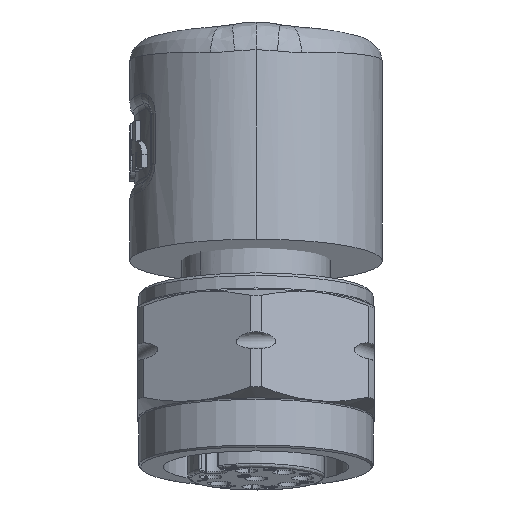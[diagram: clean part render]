
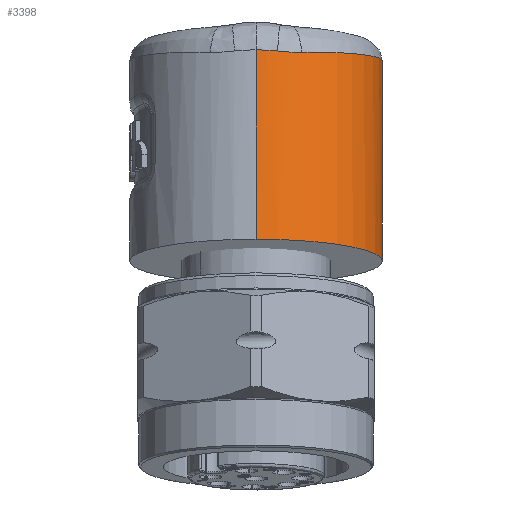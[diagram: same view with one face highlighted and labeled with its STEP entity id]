
A CAD part, front view. The second image highlights one B-rep face of the part: STEP entity #3398.
In plain terms, the highlighted cylindrical face has radius 7.5 mm (diameter 15 mm), a partial arc.
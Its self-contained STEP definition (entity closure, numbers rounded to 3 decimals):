
#3398=ADVANCED_FACE('',(#7103),#7104,.T.);
#7103=FACE_OUTER_BOUND('',#13748,.T.);
#7104=CYLINDRICAL_SURFACE('',#13749,7.5);
#13748=EDGE_LOOP('',(#30623,#30624,#30625,#30626,#30627,#30628,#30629,#30630,#30631,#30632,#30633));
#13749=AXIS2_PLACEMENT_3D('',#30634,#30635,#30636);
#30623=ORIENTED_EDGE('',*,*,#36872,.F.);
#30624=ORIENTED_EDGE('',*,*,#36873,.F.);
#30625=ORIENTED_EDGE('',*,*,#36874,.F.);
#30626=ORIENTED_EDGE('',*,*,#36870,.F.);
#30627=ORIENTED_EDGE('',*,*,#36863,.F.);
#30628=ORIENTED_EDGE('',*,*,#36875,.F.);
#30629=ORIENTED_EDGE('',*,*,#36876,.F.);
#30630=ORIENTED_EDGE('',*,*,#36807,.F.);
#30631=ORIENTED_EDGE('',*,*,#36877,.T.);
#30632=ORIENTED_EDGE('',*,*,#36805,.T.);
#30633=ORIENTED_EDGE('',*,*,#36878,.F.);
#30634=CARTESIAN_POINT('',(0.0,6.646,-7.682));
#30635=DIRECTION('',(0.0,-0.174,-0.985));
#30636=DIRECTION('',(0.0,-0.985,0.174));
#36805=EDGE_CURVE('',#43185,#43183,#43186,.T.);
#36807=EDGE_CURVE('',#43187,#43189,#43190,.T.);
#36863=EDGE_CURVE('',#43283,#43285,#43286,.T.);
#36870=EDGE_CURVE('',#43285,#43292,#43294,.T.);
#36872=EDGE_CURVE('',#43296,#43297,#43298,.T.);
#36873=EDGE_CURVE('',#43299,#43296,#43300,.T.);
#36874=EDGE_CURVE('',#43292,#43299,#43301,.T.);
#36875=EDGE_CURVE('',#43302,#43283,#43303,.T.);
#36876=EDGE_CURVE('',#43189,#43302,#43304,.T.);
#36877=EDGE_CURVE('',#43187,#43185,#43305,.T.);
#36878=EDGE_CURVE('',#43297,#43183,#43306,.T.);
#43183=VERTEX_POINT('',#52831);
#43185=VERTEX_POINT('',#52854);
#43186=LINE('',#52855,#52856);
#43187=VERTEX_POINT('',#52857);
#43189=VERTEX_POINT('',#52859);
#43190=LINE('',#52860,#52861);
#43283=VERTEX_POINT('',#53339);
#43285=VERTEX_POINT('',#53351);
#43286=B_SPLINE_CURVE_WITH_KNOTS('',3,(#53352,#53353,#53354,#53355,#53356,#53357,#53358,#53359,#53360,#53361,#53362,#53363,#53364,#53365,#53366),.UNSPECIFIED.,.F.,.F.,(4,1,1,1,1,1,1,1,1,1,1,1,4),(0.0,0.083,0.167,0.25,0.333,0.417,0.5,0.583,0.667,0.75,0.833,0.917,1.0),.UNSPECIFIED.);
#43292=VERTEX_POINT('',#53387);
#43294=B_SPLINE_CURVE_WITH_KNOTS('',3,(#53393,#53394,#53395,#53396,#53397,#53398),.UNSPECIFIED.,.F.,.F.,(4,1,1,4),(0.0,0.333,0.667,1.0),.UNSPECIFIED.);
#43296=VERTEX_POINT('',#53400);
#43297=VERTEX_POINT('',#53401);
#43298=B_SPLINE_CURVE_WITH_KNOTS('',3,(#53402,#53403,#53404,#53405,#53406,#53407),.UNSPECIFIED.,.F.,.F.,(4,1,1,4),(0.0,0.333,0.667,1.0),.UNSPECIFIED.);
#43299=VERTEX_POINT('',#53408);
#43300=B_SPLINE_CURVE_WITH_KNOTS('',3,(#53409,#53410,#53411,#53412,#53413,#53414),.UNSPECIFIED.,.F.,.F.,(4,1,1,4),(0.0,0.333,0.667,1.0),.UNSPECIFIED.);
#43301=B_SPLINE_CURVE_WITH_KNOTS('',3,(#53415,#53416,#53417,#53418,#53419,#53420),.UNSPECIFIED.,.F.,.F.,(4,1,1,4),(0.0,0.333,0.667,1.0),.UNSPECIFIED.);
#43302=VERTEX_POINT('',#53421);
#43303=B_SPLINE_CURVE_WITH_KNOTS('',3,(#53422,#53423,#53424,#53425,#53426,#53427),.UNSPECIFIED.,.F.,.F.,(4,1,1,4),(0.0,0.333,0.667,1.0),.UNSPECIFIED.);
#43304=B_SPLINE_CURVE_WITH_KNOTS('',3,(#53428,#53429,#53430,#53431,#53432,#53433,#53434,#53435),.UNSPECIFIED.,.F.,.F.,(4,1,1,1,1,4),(0.0,0.203,0.406,0.606,0.804,1.0),.UNSPECIFIED.);
#43305=CIRCLE('',#53436,7.5);
#43306=B_SPLINE_CURVE_WITH_KNOTS('',3,(#53437,#53438,#53439,#53440,#53441,#53442,#53443,#53444,#53445,#53446,#53447,#53448,#53449,#53450,#53451,#53452,#53453,#53454,#53455,#53456,#53457,#53458),.UNSPECIFIED.,.F.,.F.,(4,1,1,1,1,1,1,1,1,1,1,1,1,1,1,1,1,1,1,4),(0.0,0.053,0.105,0.158,0.211,0.263,0.316,0.368,0.421,0.474,0.526,0.579,0.632,0.684,0.737,0.789,0.842,0.895,0.947,1.0),.UNSPECIFIED.);
#52831=CARTESIAN_POINT('',(0.,14.348,-7.187));
#52854=CARTESIAN_POINT('',(0.,14.032,-8.984));
#52855=CARTESIAN_POINT('',(0.,14.032,-8.984));
#52856=VECTOR('',#61662,1.825);
#52857=CARTESIAN_POINT('',(0.0,-0.741,-6.379));
#52859=CARTESIAN_POINT('',(0.,1.239,4.847));
#52860=CARTESIAN_POINT('',(0.0,-0.741,-6.379));
#52861=VECTOR('',#61666,11.4);
#53339=CARTESIAN_POINT('',(2.72,1.732,4.701));
#53351=CARTESIAN_POINT('',(5.818,13.425,3.511));
#53352=CARTESIAN_POINT('',(2.72,1.732,4.701));
#53353=CARTESIAN_POINT('',(3.086,1.877,4.707));
#53354=CARTESIAN_POINT('',(3.796,2.226,4.71));
#53355=CARTESIAN_POINT('',(4.763,2.904,4.689));
#53356=CARTESIAN_POINT('',(5.613,3.722,4.644));
#53357=CARTESIAN_POINT('',(6.321,4.651,4.577));
#53358=CARTESIAN_POINT('',(6.89,5.702,4.488));
#53359=CARTESIAN_POINT('',(7.282,6.819,4.381));
#53360=CARTESIAN_POINT('',(7.492,7.984,4.257));
#53361=CARTESIAN_POINT('',(7.52,9.138,4.124));
#53362=CARTESIAN_POINT('',(7.361,10.32,3.976));
#53363=CARTESIAN_POINT('',(7.019,11.445,3.823));
#53364=CARTESIAN_POINT('',(6.508,12.494,3.667));
#53365=CARTESIAN_POINT('',(6.063,13.128,3.563));
#53366=CARTESIAN_POINT('',(5.818,13.425,3.511));
#53387=CARTESIAN_POINT('',(6.507,12.012,1.274));
#53393=CARTESIAN_POINT('',(5.818,13.425,3.511));
#53394=CARTESIAN_POINT('',(5.945,13.22,3.248));
#53395=CARTESIAN_POINT('',(6.158,12.838,2.731));
#53396=CARTESIAN_POINT('',(6.378,12.363,1.986));
#53397=CARTESIAN_POINT('',(6.471,12.117,1.509));
#53398=CARTESIAN_POINT('',(6.507,12.012,1.274));
#53400=CARTESIAN_POINT('',(6.569,11.604,-0.401));
#53401=CARTESIAN_POINT('',(6.536,11.568,-0.949));
#53402=CARTESIAN_POINT('',(6.569,11.604,-0.401));
#53403=CARTESIAN_POINT('',(6.569,11.594,-0.458));
#53404=CARTESIAN_POINT('',(6.568,11.576,-0.576));
#53405=CARTESIAN_POINT('',(6.557,11.563,-0.758));
#53406=CARTESIAN_POINT('',(6.544,11.565,-0.885));
#53407=CARTESIAN_POINT('',(6.536,11.568,-0.949));
#53408=CARTESIAN_POINT('',(6.561,11.795,0.599));
#53409=CARTESIAN_POINT('',(6.561,11.795,0.599));
#53410=CARTESIAN_POINT('',(6.562,11.774,0.488));
#53411=CARTESIAN_POINT('',(6.564,11.732,0.266));
#53412=CARTESIAN_POINT('',(6.567,11.667,-0.067));
#53413=CARTESIAN_POINT('',(6.568,11.625,-0.29));
#53414=CARTESIAN_POINT('',(6.569,11.604,-0.401));
#53415=CARTESIAN_POINT('',(6.507,12.012,1.274));
#53416=CARTESIAN_POINT('',(6.519,11.977,1.194));
#53417=CARTESIAN_POINT('',(6.539,11.913,1.038));
#53418=CARTESIAN_POINT('',(6.556,11.841,0.812));
#53419=CARTESIAN_POINT('',(6.561,11.808,0.669));
#53420=CARTESIAN_POINT('',(6.561,11.795,0.599));
#53421=CARTESIAN_POINT('',(1.266,1.337,4.784));
#53422=CARTESIAN_POINT('',(1.266,1.337,4.784));
#53423=CARTESIAN_POINT('',(1.44,1.364,4.765));
#53424=CARTESIAN_POINT('',(1.781,1.43,4.731));
#53425=CARTESIAN_POINT('',(2.267,1.564,4.702));
#53426=CARTESIAN_POINT('',(2.572,1.673,4.699));
#53427=CARTESIAN_POINT('',(2.72,1.732,4.701));
#53428=CARTESIAN_POINT('',(0.,1.239,4.847));
#53429=CARTESIAN_POINT('',(0.086,1.239,4.847));
#53430=CARTESIAN_POINT('',(0.259,1.242,4.846));
#53431=CARTESIAN_POINT('',(0.516,1.254,4.839));
#53432=CARTESIAN_POINT('',(0.769,1.274,4.828));
#53433=CARTESIAN_POINT('',(1.019,1.302,4.81));
#53434=CARTESIAN_POINT('',(1.184,1.325,4.794));
#53435=CARTESIAN_POINT('',(1.266,1.337,4.784));
#53436=AXIS2_PLACEMENT_3D('',#61678,#61679,#61680);
#53437=CARTESIAN_POINT('',(6.536,11.568,-0.949));
#53438=CARTESIAN_POINT('',(6.52,11.574,-1.077));
#53439=CARTESIAN_POINT('',(6.481,11.598,-1.342));
#53440=CARTESIAN_POINT('',(6.394,11.67,-1.769));
#53441=CARTESIAN_POINT('',(6.273,11.784,-2.227));
#53442=CARTESIAN_POINT('',(6.109,11.942,-2.719));
#53443=CARTESIAN_POINT('',(5.893,12.145,-3.24));
#53444=CARTESIAN_POINT('',(5.622,12.382,-3.772));
#53445=CARTESIAN_POINT('',(5.296,12.642,-4.298));
#53446=CARTESIAN_POINT('',(4.928,12.904,-4.791));
#53447=CARTESIAN_POINT('',(4.528,13.155,-5.239));
#53448=CARTESIAN_POINT('',(4.105,13.387,-5.637));
#53449=CARTESIAN_POINT('',(3.667,13.595,-5.984));
#53450=CARTESIAN_POINT('',(3.219,13.777,-6.282));
#53451=CARTESIAN_POINT('',(2.764,13.934,-6.534));
#53452=CARTESIAN_POINT('',(2.305,14.064,-6.741));
#53453=CARTESIAN_POINT('',(1.844,14.169,-6.907));
#53454=CARTESIAN_POINT('',(1.381,14.25,-7.034));
#53455=CARTESIAN_POINT('',(0.918,14.307,-7.123));
#53456=CARTESIAN_POINT('',(0.457,14.341,-7.175));
#53457=CARTESIAN_POINT('',(0.152,14.348,-7.187));
#53458=CARTESIAN_POINT('',(0.,14.348,-7.187));
#61662=DIRECTION('',(0.,0.174,0.985));
#61666=DIRECTION('',(0.,0.174,0.985));
#61678=CARTESIAN_POINT('',(0.0,6.646,-7.682));
#61679=DIRECTION('',(0.0,0.174,0.985));
#61680=DIRECTION('',(0.0,-0.985,0.174));
